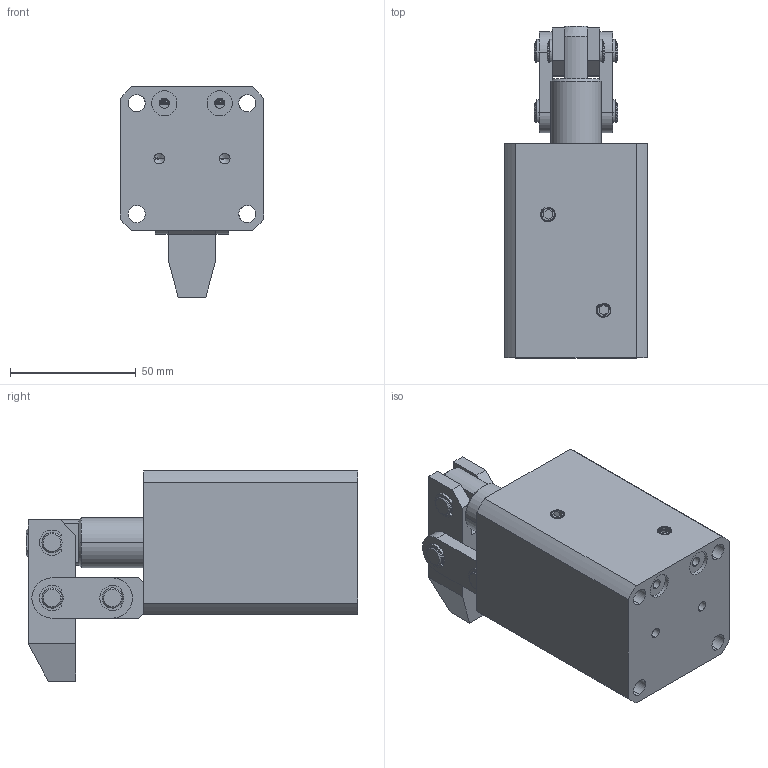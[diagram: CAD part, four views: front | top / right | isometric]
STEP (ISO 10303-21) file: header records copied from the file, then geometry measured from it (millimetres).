
FILE_DESCRIPTION (( 'STEP AP214' ), '1' );
FILE_NAME ('CHLC-M32R.STEP', '2019-11-25T06:24:36', ( 'Windows' ), ( 'Microsoft' ), 'SwSTEP 2.0', 'SolidWorks 2015', '' );
FILE_SCHEMA (( 'AUTOMOTIVE_DESIGN' ));
Length unit declared in the file: millimetre
Products named in the file (10): CHLC-32-02_1; CHLC-M32-͹̨; CHLC-M32-掛极; CHLC-M32R; 揤旋; M6LS; LHC01D-32-01_1; CHLC-32-08_1; CHLC-32-04_1; CHLC-32-03_1
Assembly tree (17 placements, depth 2):
  CHLC-M32R
    CHLC-M32-掛极
    CHLC-M32-͹̨
    CHLC-32-02_1
    CHLC-32-03_1  x2
    CHLC-32-04_1  x2
    CHLC-32-08_1
    LHC01D-32-01_1  x6
    M6LS  x2
    揤旋
Bounding box: 57 x 131.8 x 83.5 mm (x, y, z)
Volume: 278430.3 mm3; surface area: 63516.1 mm2
Topology: 17 solids, 17 shells, 502 faces, 1295 edges, 846 vertices
Faces by surface type: cylinder 267, plane 155, cone 50, bspline 30
Entity records: 20116 total; most frequent: CARTESIAN_POINT 9433, ORIENTED_EDGE 1540, DIRECTION 1317, EDGE_CURVE 770, AXIS2_PLACEMENT_3D 507, VERTEX_POINT 503, EDGE_LOOP 351, UNCERTAINTY_MEASURE_WITH_UNIT 321
